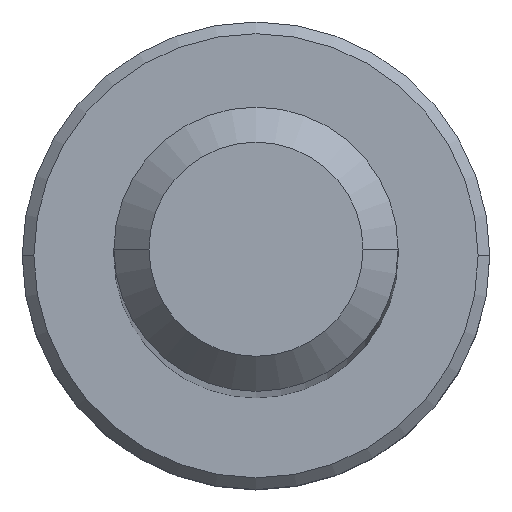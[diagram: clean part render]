
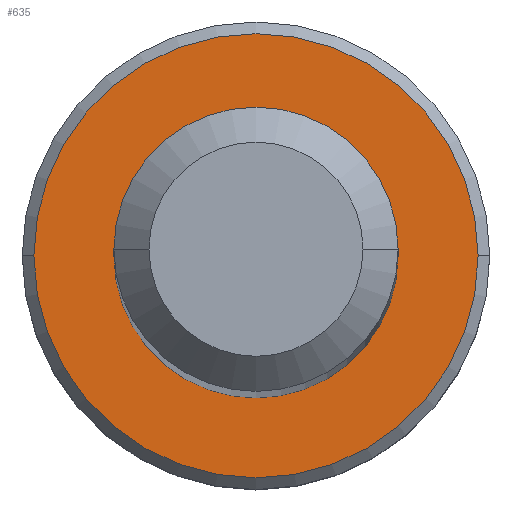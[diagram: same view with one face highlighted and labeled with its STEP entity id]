
A CAD part, top view. The second image highlights one B-rep face of the part: STEP entity #635.
In plain terms, the highlighted planar face has unit normal (0, 0, 1).
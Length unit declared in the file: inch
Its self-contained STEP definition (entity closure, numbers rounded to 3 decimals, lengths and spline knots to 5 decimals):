
#14 = CARTESIAN_POINT ( 'NONE',  ( 0., 0., -2.5 ) ) ;
#42 = DIRECTION ( 'NONE',  ( 0., 0., -1. ) ) ;
#43 = CIRCLE ( 'NONE', #704, 0.095 ) ;
#53 = ORIENTED_EDGE ( 'NONE', *, *, #486, .F. ) ;
#54 = DIRECTION ( 'NONE',  ( 0., 0., 1. ) ) ;
#57 = VERTEX_POINT ( 'NONE', #311 ) ;
#80 = DIRECTION ( 'NONE',  ( -1., 0., 0. ) ) ;
#144 = DIRECTION ( 'NONE',  ( 0., 0., 1. ) ) ;
#163 = DIRECTION ( 'NONE',  ( 0., 0., 1. ) ) ;
#170 = CARTESIAN_POINT ( 'NONE',  ( 0., 0., -2.5 ) ) ;
#230 = AXIS2_PLACEMENT_3D ( 'NONE', #364, #54, #303 ) ;
#237 = FACE_OUTER_BOUND ( 'NONE', #719, .T. ) ;
#248 = VERTEX_POINT ( 'NONE', #459 ) ;
#274 = CARTESIAN_POINT ( 'NONE',  ( 0., 0., -2.5 ) ) ;
#303 = DIRECTION ( 'NONE',  ( -1., 0., 0. ) ) ;
#311 = CARTESIAN_POINT ( 'NONE',  ( 0.095, 0., -2.5 ) ) ;
#339 = EDGE_CURVE ( 'NONE', #248, #57, #43, .T. ) ;
#344 = CIRCLE ( 'NONE', #373, 0.095 ) ;
#357 = PLANE ( 'NONE',  #462 ) ;
#363 = ORIENTED_EDGE ( 'NONE', *, *, #339, .F. ) ;
#364 = CARTESIAN_POINT ( 'NONE',  ( 0., 0., -2.5 ) ) ;
#373 = AXIS2_PLACEMENT_3D ( 'NONE', #274, #163, #412 ) ;
#384 = DIRECTION ( 'NONE',  ( 0., 0., 1. ) ) ;
#385 = VERTEX_POINT ( 'NONE', #469 ) ;
#391 = CARTESIAN_POINT ( 'NONE',  ( 0.14844, 0., -2.5 ) ) ;
#412 = DIRECTION ( 'NONE',  ( -1., 0., 0. ) ) ;
#418 = AXIS2_PLACEMENT_3D ( 'NONE', #14, #144, #80 ) ;
#438 = CARTESIAN_POINT ( 'NONE',  ( 0., 0., -2.5 ) ) ;
#459 = CARTESIAN_POINT ( 'NONE',  ( -0.095, 0., -2.5 ) ) ;
#462 = AXIS2_PLACEMENT_3D ( 'NONE', #170, #42, #658 ) ;
#469 = CARTESIAN_POINT ( 'NONE',  ( -0.14844, 0., -2.5 ) ) ;
#486 = EDGE_CURVE ( 'NONE', #57, #248, #344, .T. ) ;
#561 = CIRCLE ( 'NONE', #230, 0.14844 ) ;
#600 = FACE_BOUND ( 'NONE', #752, .T. ) ;
#625 = CIRCLE ( 'NONE', #418, 0.14844 ) ;
#635 = ADVANCED_FACE ( 'NONE', ( #237, #600 ), #357, .F. ) ;
#658 = DIRECTION ( 'NONE',  ( -1., 0., 0. ) ) ;
#683 = DIRECTION ( 'NONE',  ( -1., 0., 0. ) ) ;
#685 = EDGE_CURVE ( 'NONE', #784, #385, #561, .T. ) ;
#704 = AXIS2_PLACEMENT_3D ( 'NONE', #438, #384, #683 ) ;
#719 = EDGE_LOOP ( 'NONE', ( #790, #725 ) ) ;
#725 = ORIENTED_EDGE ( 'NONE', *, *, #685, .T. ) ;
#737 = EDGE_CURVE ( 'NONE', #385, #784, #625, .T. ) ;
#752 = EDGE_LOOP ( 'NONE', ( #53, #363 ) ) ;
#784 = VERTEX_POINT ( 'NONE', #391 ) ;
#790 = ORIENTED_EDGE ( 'NONE', *, *, #737, .T. ) ;
